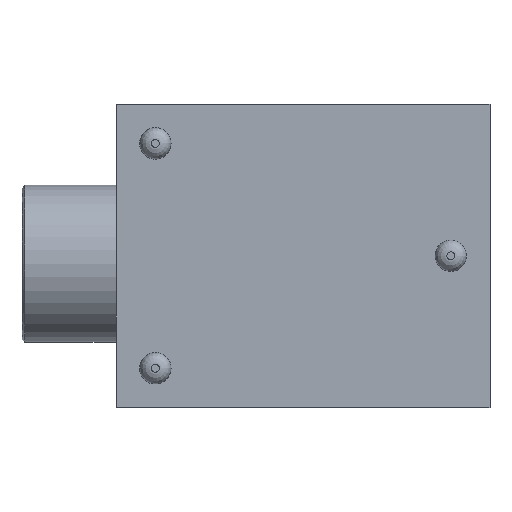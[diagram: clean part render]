
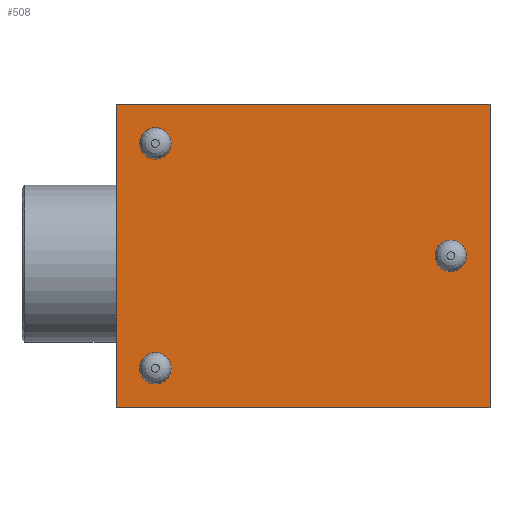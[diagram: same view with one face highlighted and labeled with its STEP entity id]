
A CAD part, top view. The second image highlights one B-rep face of the part: STEP entity #508.
In plain terms, the highlighted planar face has unit normal (0, 0, 1).
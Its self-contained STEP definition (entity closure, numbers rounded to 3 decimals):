
#213 = VERTEX_POINT('',#214);
#214 = CARTESIAN_POINT('',(-5.7,4.6,6.11));
#248 = VERTEX_POINT('',#249);
#249 = CARTESIAN_POINT('',(-5.7,10.7,6.11));
#255 = EDGE_CURVE('',#248,#213,#256,.T.);
#256 = LINE('',#257,#258);
#257 = CARTESIAN_POINT('',(-5.7,10.7,6.11));
#258 = VECTOR('',#259,1.);
#259 = DIRECTION('',(0.,-1.,0.));
#261 = EDGE_CURVE('',#213,#262,#264,.T.);
#262 = VERTEX_POINT('',#263);
#263 = CARTESIAN_POINT('',(-5.7,-0.9,6.11));
#264 = LINE('',#265,#266);
#265 = CARTESIAN_POINT('',(-5.7,10.7,6.11));
#266 = VECTOR('',#267,1.);
#267 = DIRECTION('',(0.,-1.,0.));
#489 = EDGE_CURVE('',#262,#490,#492,.T.);
#490 = VERTEX_POINT('',#491);
#491 = CARTESIAN_POINT('',(8.6,-0.9,6.11));
#492 = LINE('',#493,#494);
#493 = CARTESIAN_POINT('',(-5.7,-0.9,6.11));
#494 = VECTOR('',#495,1.);
#495 = DIRECTION('',(1.,0.,0.));
#508 = ADVANCED_FACE('',(#509,#528,#539,#550),#561,.T.);
#509 = FACE_BOUND('',#510,.T.);
#510 = EDGE_LOOP('',(#511,#512,#520,#526,#527));
#511 = ORIENTED_EDGE('',*,*,#489,.T.);
#512 = ORIENTED_EDGE('',*,*,#513,.T.);
#513 = EDGE_CURVE('',#490,#514,#516,.T.);
#514 = VERTEX_POINT('',#515);
#515 = CARTESIAN_POINT('',(8.6,10.7,6.11));
#516 = LINE('',#517,#518);
#517 = CARTESIAN_POINT('',(8.6,-0.9,6.11));
#518 = VECTOR('',#519,1.);
#519 = DIRECTION('',(0.,1.,0.));
#520 = ORIENTED_EDGE('',*,*,#521,.T.);
#521 = EDGE_CURVE('',#514,#248,#522,.T.);
#522 = LINE('',#523,#524);
#523 = CARTESIAN_POINT('',(8.6,10.7,6.11));
#524 = VECTOR('',#525,1.);
#525 = DIRECTION('',(-1.,0.,0.));
#526 = ORIENTED_EDGE('',*,*,#255,.T.);
#527 = ORIENTED_EDGE('',*,*,#261,.T.);
#528 = FACE_BOUND('',#529,.T.);
#529 = EDGE_LOOP('',(#530));
#530 = ORIENTED_EDGE('',*,*,#531,.F.);
#531 = EDGE_CURVE('',#532,#532,#534,.T.);
#532 = VERTEX_POINT('',#533);
#533 = CARTESIAN_POINT('',(7.7,4.9,6.11));
#534 = CIRCLE('',#535,0.6);
#535 = AXIS2_PLACEMENT_3D('',#536,#537,#538);
#536 = CARTESIAN_POINT('',(7.1,4.9,6.11));
#537 = DIRECTION('',(0.,0.,1.));
#538 = DIRECTION('',(1.,0.,0.));
#539 = FACE_BOUND('',#540,.T.);
#540 = EDGE_LOOP('',(#541));
#541 = ORIENTED_EDGE('',*,*,#542,.F.);
#542 = EDGE_CURVE('',#543,#543,#545,.T.);
#543 = VERTEX_POINT('',#544);
#544 = CARTESIAN_POINT('',(-3.6,0.6,6.11));
#545 = CIRCLE('',#546,0.6);
#546 = AXIS2_PLACEMENT_3D('',#547,#548,#549);
#547 = CARTESIAN_POINT('',(-4.2,0.6,6.11));
#548 = DIRECTION('',(0.,0.,1.));
#549 = DIRECTION('',(1.,0.,0.));
#550 = FACE_BOUND('',#551,.T.);
#551 = EDGE_LOOP('',(#552));
#552 = ORIENTED_EDGE('',*,*,#553,.F.);
#553 = EDGE_CURVE('',#554,#554,#556,.T.);
#554 = VERTEX_POINT('',#555);
#555 = CARTESIAN_POINT('',(-3.6,9.2,6.11));
#556 = CIRCLE('',#557,0.6);
#557 = AXIS2_PLACEMENT_3D('',#558,#559,#560);
#558 = CARTESIAN_POINT('',(-4.2,9.2,6.11));
#559 = DIRECTION('',(0.,0.,1.));
#560 = DIRECTION('',(1.,0.,0.));
#561 = PLANE('',#562);
#562 = AXIS2_PLACEMENT_3D('',#563,#564,#565);
#563 = CARTESIAN_POINT('',(1.45,4.9,6.11));
#564 = DIRECTION('',(0.,0.,1.));
#565 = DIRECTION('',(1.,0.,0.));
